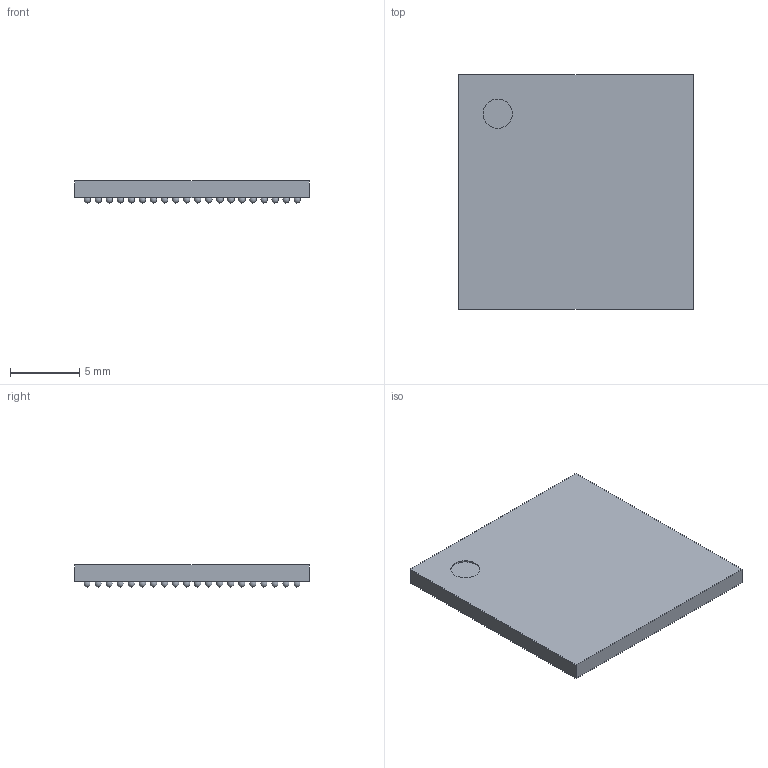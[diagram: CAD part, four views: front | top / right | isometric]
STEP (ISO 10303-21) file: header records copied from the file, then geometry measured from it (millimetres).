
FILE_DESCRIPTION(('Open CASCADE Model'),'2;1');
FILE_NAME('Open CASCADE Shape Model','2023-03-07T08:08:44',('Author'),( 'Open CASCADE'),'Open CASCADE STEP processor 7.5','Open CASCADE 7.5' ,'Unknown');
FILE_SCHEMA(('AUTOMOTIVE_DESIGN { 1 0 10303 214 1 1 1 1 }'));
Length unit declared in the file: millimetre
Products named in the file (5): BGA400_CLG.step; Open CASCADE STEP translator 7.5 12.1; Body; Open CASCADE STEP translator 7.5 12.2.1; ball
Assembly tree (403 placements, depth 3):
  BGA400_CLG.step
    Open CASCADE STEP translator 7.5 12.1
    Body
      Open CASCADE STEP translator 7.5 12.2.1
    ball  x400
Bounding box: 17 x 17 x 1.6 mm (x, y, z)
Volume: 372.6 mm3; surface area: 978 mm2
Topology: 401 solids, 402 shells, 409 faces, 1216 edges, 811 vertices
Faces by surface type: sphere 400, plane 8, cylinder 1
Full cylindrical faces by diameter (mm): 2.125 x1
Entity records: 3741 total; most frequent: DIRECTION 878, CARTESIAN_POINT 473, AXIS2_PLACEMENT_3D 417, PRODUCT_DEFINITION_SHAPE 408, CONTEXT_DEPENDENT_SHAPE_REPRESENTATION 403, ITEM_DEFINED_TRANSFORMATION 403, NEXT_ASSEMBLY_USAGE_OCCURRENCE 403, LINE 41
